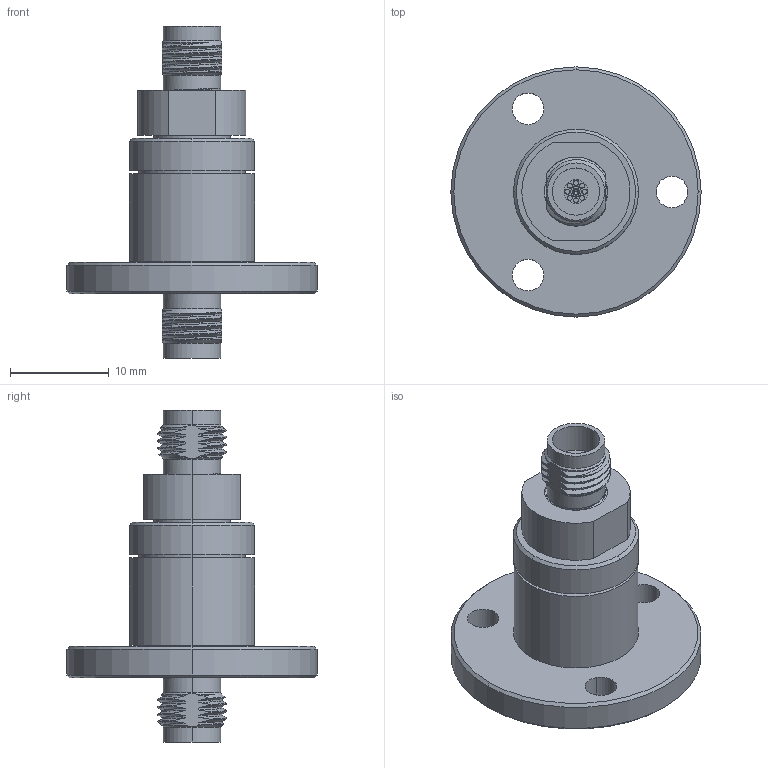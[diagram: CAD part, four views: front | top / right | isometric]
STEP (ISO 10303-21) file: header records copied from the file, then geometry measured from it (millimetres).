
FILE_DESCRIPTION (( 'STEP AP214' ), '1' );
FILE_NAME ('CN-2FI2FI-SZ1.STEP', '2025-08-13T23:54:16', ( '' ), ( '' ), 'SwSTEP 2.0', 'SolidWorks 2021', '' );
FILE_SCHEMA (( 'AUTOMOTIVE_DESIGN' ));
Length unit declared in the file: millimetre
Products named in the file (1): CN-2FI2FI-SZ1
Bounding box: 25.4 x 25.4 x 33.7 mm (x, y, z)
Volume: 3689.3 mm3; surface area: 3436.1 mm2
Topology: 1 solids, 1 shells, 357 faces, 948 edges, 619 vertices
Faces by surface type: cylinder 138, bspline 122, plane 70, cone 27
Entity records: 27468 total; most frequent: CARTESIAN_POINT 19708, ORIENTED_EDGE 1888, DIRECTION 1141, EDGE_CURVE 944, VERTEX_POINT 619, B_SPLINE_CURVE_WITH_KNOTS 502, AXIS2_PLACEMENT_3D 463, EDGE_LOOP 397
